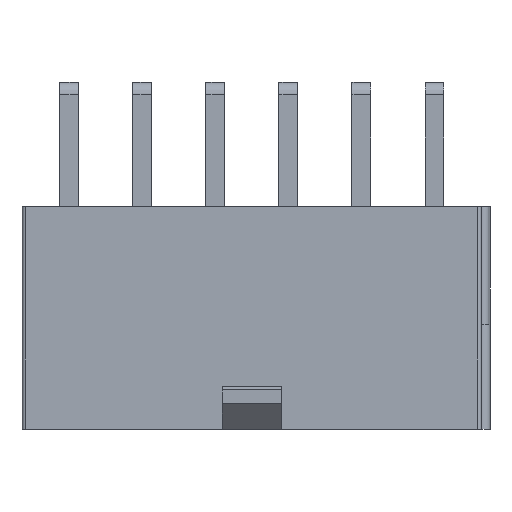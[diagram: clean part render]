
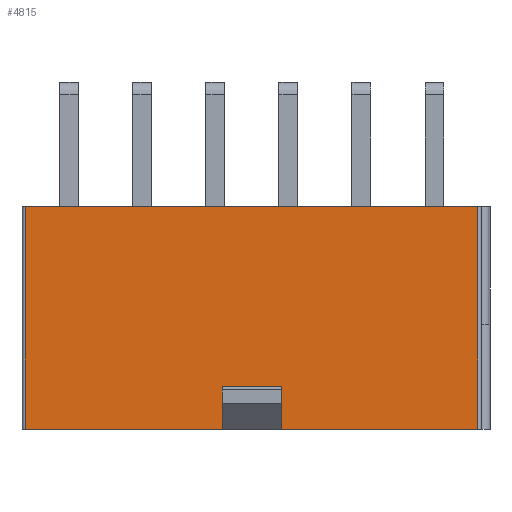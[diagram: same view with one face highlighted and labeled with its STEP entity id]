
A CAD part, top view. The second image highlights one B-rep face of the part: STEP entity #4815.
In plain terms, the highlighted planar face has unit normal (0, 0, 1).
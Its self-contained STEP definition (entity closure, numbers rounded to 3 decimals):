
#379 = VERTEX_POINT ( 'NONE', #24247 ) ;
#414 = LINE ( 'NONE', #6325, #24346 ) ;
#728 = VECTOR ( 'NONE', #21222, 1000. ) ;
#817 = DIRECTION ( 'NONE',  ( 0., 0., 1. ) ) ;
#1071 = ORIENTED_EDGE ( 'NONE', *, *, #15260, .T. ) ;
#1843 = CARTESIAN_POINT ( 'NONE',  ( -1.7, -14.192, 10. ) ) ;
#2586 = DIRECTION ( 'NONE',  ( 1., 0., 0. ) ) ;
#2625 = CARTESIAN_POINT ( 'NONE',  ( 0., 0., 10. ) ) ;
#2756 = DIRECTION ( 'NONE',  ( 1., 0., 0. ) ) ;
#2968 = EDGE_CURVE ( 'NONE', #24037, #25462, #17912, .T. ) ;
#3108 = DIRECTION ( 'NONE',  ( -1., 0., 0. ) ) ;
#3187 = EDGE_CURVE ( 'NONE', #6308, #4469, #24330, .T. ) ;
#3265 = AXIS2_PLACEMENT_3D ( 'NONE', #2625, #817, #2756 ) ;
#3281 = VECTOR ( 'NONE', #7028, 1000. ) ;
#3587 = CARTESIAN_POINT ( 'NONE',  ( 1.7, -14.192, 10. ) ) ;
#3865 = DIRECTION ( 'NONE',  ( 0., 1., 0. ) ) ;
#4275 = LINE ( 'NONE', #1843, #4516 ) ;
#4469 = VERTEX_POINT ( 'NONE', #17847 ) ;
#4516 = VECTOR ( 'NONE', #17922, 1000. ) ;
#4815 = ADVANCED_FACE ( 'NONE', ( #12797 ), #12661, .T. ) ;
#4869 = ORIENTED_EDGE ( 'NONE', *, *, #19699, .T. ) ;
#4965 = CARTESIAN_POINT ( 'NONE',  ( 1.7, -14.192, 10. ) ) ;
#5024 = EDGE_CURVE ( 'NONE', #24037, #13817, #4275, .T. ) ;
#5094 = LINE ( 'NONE', #4965, #3281 ) ;
#5795 = ORIENTED_EDGE ( 'NONE', *, *, #2968, .T. ) ;
#5993 = EDGE_CURVE ( 'NONE', #4469, #379, #414, .T. ) ;
#6308 = VERTEX_POINT ( 'NONE', #12107 ) ;
#6325 = CARTESIAN_POINT ( 'NONE',  ( -13., -16.65, 10. ) ) ;
#7028 = DIRECTION ( 'NONE',  ( 0., -1., 0. ) ) ;
#7625 = CARTESIAN_POINT ( 'NONE',  ( -1.7, -14.192, 10. ) ) ;
#8823 = VECTOR ( 'NONE', #2586, 1000. ) ;
#9232 = VECTOR ( 'NONE', #3108, 1000. ) ;
#9499 = VERTEX_POINT ( 'NONE', #15014 ) ;
#9863 = CARTESIAN_POINT ( 'NONE',  ( -1.7, -16.65, 10. ) ) ;
#10211 = LINE ( 'NONE', #10473, #15750 ) ;
#10473 = CARTESIAN_POINT ( 'NONE',  ( -13.2, -16.65, 10. ) ) ;
#10569 = ORIENTED_EDGE ( 'NONE', *, *, #5993, .T. ) ;
#10942 = CARTESIAN_POINT ( 'NONE',  ( -13.2, -3.85, 10. ) ) ;
#11932 = ORIENTED_EDGE ( 'NONE', *, *, #5024, .F. ) ;
#11977 = EDGE_CURVE ( 'NONE', #9499, #20212, #10211, .T. ) ;
#12107 = CARTESIAN_POINT ( 'NONE',  ( 13., -3.85, 10. ) ) ;
#12532 = VECTOR ( 'NONE', #3865, 1000. ) ;
#12661 = PLANE ( 'NONE',  #3265 ) ;
#12797 = FACE_OUTER_BOUND ( 'NONE', #15569, .T. ) ;
#13817 = VERTEX_POINT ( 'NONE', #9863 ) ;
#13941 = DIRECTION ( 'NONE',  ( 0., -1., 0. ) ) ;
#14169 = CARTESIAN_POINT ( 'NONE',  ( -1.7, -14.192, 10. ) ) ;
#15014 = CARTESIAN_POINT ( 'NONE',  ( 1.7, -16.65, 10. ) ) ;
#15260 = EDGE_CURVE ( 'NONE', #20212, #6308, #16082, .T. ) ;
#15569 = EDGE_LOOP ( 'NONE', ( #22901, #1071, #22078, #10569, #4869, #11932, #5795, #20547 ) ) ;
#15750 = VECTOR ( 'NONE', #18471, 1000. ) ;
#16082 = LINE ( 'NONE', #17634, #12532 ) ;
#17634 = CARTESIAN_POINT ( 'NONE',  ( 13., -3.85, 10. ) ) ;
#17847 = CARTESIAN_POINT ( 'NONE',  ( -13., -3.85, 10. ) ) ;
#17912 = LINE ( 'NONE', #14169, #8823 ) ;
#17922 = DIRECTION ( 'NONE',  ( 0., -1., 0. ) ) ;
#18471 = DIRECTION ( 'NONE',  ( 1., 0., 0. ) ) ;
#18915 = CARTESIAN_POINT ( 'NONE',  ( -13.2, -16.65, 10. ) ) ;
#19699 = EDGE_CURVE ( 'NONE', #379, #13817, #25082, .T. ) ;
#20212 = VERTEX_POINT ( 'NONE', #24993 ) ;
#20547 = ORIENTED_EDGE ( 'NONE', *, *, #24339, .T. ) ;
#21222 = DIRECTION ( 'NONE',  ( 1., 0., 0. ) ) ;
#22078 = ORIENTED_EDGE ( 'NONE', *, *, #3187, .T. ) ;
#22901 = ORIENTED_EDGE ( 'NONE', *, *, #11977, .T. ) ;
#24037 = VERTEX_POINT ( 'NONE', #7625 ) ;
#24247 = CARTESIAN_POINT ( 'NONE',  ( -13., -16.65, 10. ) ) ;
#24330 = LINE ( 'NONE', #10942, #9232 ) ;
#24339 = EDGE_CURVE ( 'NONE', #25462, #9499, #5094, .T. ) ;
#24346 = VECTOR ( 'NONE', #13941, 1000. ) ;
#24993 = CARTESIAN_POINT ( 'NONE',  ( 13., -16.65, 10. ) ) ;
#25082 = LINE ( 'NONE', #18915, #728 ) ;
#25462 = VERTEX_POINT ( 'NONE', #3587 ) ;
